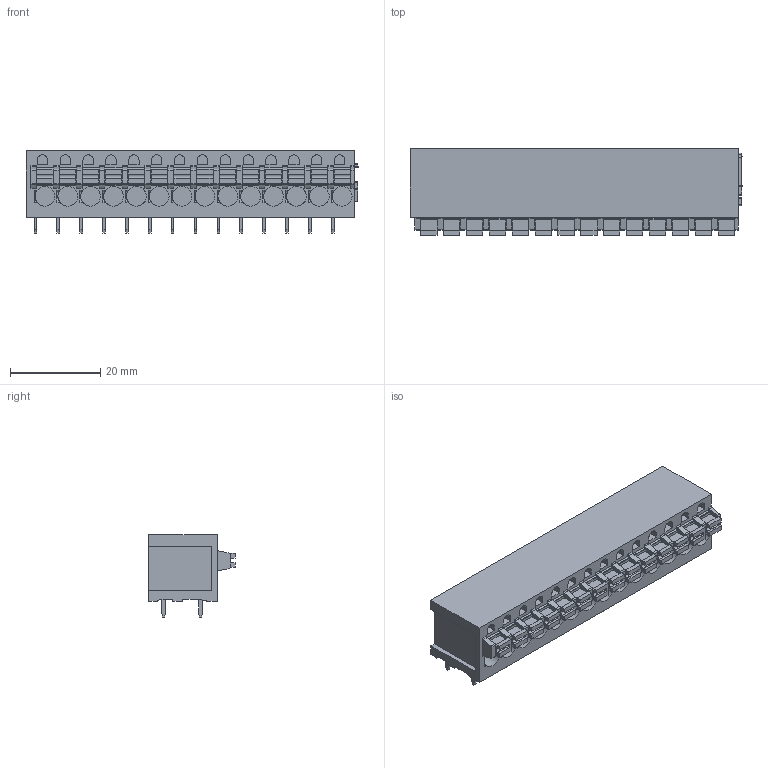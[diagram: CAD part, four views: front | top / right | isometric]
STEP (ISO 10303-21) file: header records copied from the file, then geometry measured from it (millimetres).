
FILE_DESCRIPTION(('CATIA V5 STEP Exchange','CAx-IF Rec.Pracs.--- Model Styling and Organization---1.4--- 2014-01-23'),'2;1');
FILE_NAME ('236378-1_0_1425940000_1425940000.stp','2021-07-07T08:38:28+00:00',('none'),('Weidmueller'),'CATIA Version 5-6 Release 2016 SP3 HF44','CATIA V5 STEP AP214','none');
FILE_SCHEMA(('AUTOMOTIVE_DESIGN { 1 0 10303 214 1 1 1 1 }'));
Length unit declared in the file: millimetre
Products named in the file (1): 1425940000
Bounding box: 73.77 x 19.2 x 18.3 mm (x, y, z)
Volume: 15224.3 mm3; surface area: 8971.7 mm2
Topology: 43 solids, 43 shells, 972 faces, 2565 edges, 1710 vertices
Faces by surface type: plane 743, cylinder 229
Entity records: 29164 total; most frequent: CARTESIAN_POINT 5158, ORIENTED_EDGE 5130, DIRECTION 3952, EDGE_CURVE 2565, VECTOR 2079, LINE 2079, VERTEX_POINT 1710, AXIS2_PLACEMENT_3D 1165
